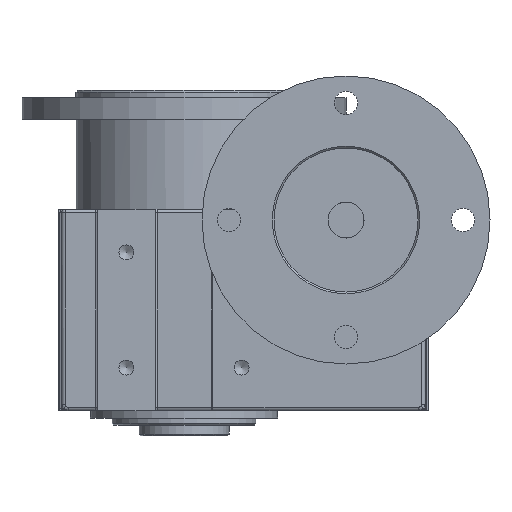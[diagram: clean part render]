
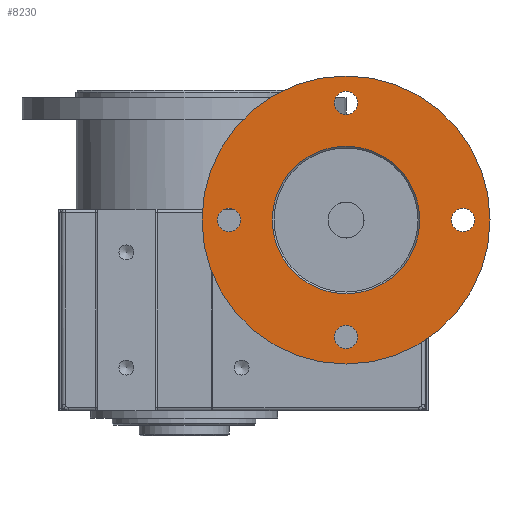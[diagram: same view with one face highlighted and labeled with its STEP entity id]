
A CAD part, left-side view. The second image highlights one B-rep face of the part: STEP entity #8230.
In plain terms, the highlighted planar face has unit normal (-1, 0, 0).
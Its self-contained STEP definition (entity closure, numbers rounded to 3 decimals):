
#7984=CARTESIAN_POINT('',(0.,40.0,0.0));
#7985=VERTEX_POINT('',#7984);
#7986=CARTESIAN_POINT('',(0.,0.0,0.0));
#7987=DIRECTION('',(1.0,0.0,0.0));
#7988=DIRECTION('',(0.0,1.0,0.0));
#7989=AXIS2_PLACEMENT_3D('',#7986,#7987,#7988);
#7990=CIRCLE('',#7989,40.0);
#7991=EDGE_CURVE('',#7985,#7985,#7990,.T.);
#8143=CARTESIAN_POINT('',(0.,20.5,0.));
#8144=VERTEX_POINT('',#8143);
#8145=CARTESIAN_POINT('',(0.,0.0,0.0));
#8146=DIRECTION('',(-1.0,0.0,0.0));
#8147=DIRECTION('',(0.0,-1.0,0.0));
#8148=AXIS2_PLACEMENT_3D('',#8145,#8146,#8147);
#8149=CIRCLE('',#8148,20.5);
#8150=EDGE_CURVE('',#8144,#8144,#8149,.T.);
#8175=CARTESIAN_POINT('',(0.,30.0,0.0));
#8176=DIRECTION('',(-1.0,0.0,0.0));
#8177=DIRECTION('',(0.0,0.0,1.0));
#8178=AXIS2_PLACEMENT_3D('',#8175,#8176,#8177);
#8179=PLANE('',#8178);
#8180=ORIENTED_EDGE('',*,*,#7991,.F.);
#8181=EDGE_LOOP('',(#8180));
#8182=FACE_OUTER_BOUND('',#8181,.T.);
#8183=CARTESIAN_POINT('',(0.0,-32.5,3.25));
#8184=VERTEX_POINT('',#8183);
#8185=CARTESIAN_POINT('',(0.0,-32.5,0.));
#8186=DIRECTION('',(1.0,0.0,0.0));
#8187=DIRECTION('',(0.0,0.0,-1.0));
#8188=AXIS2_PLACEMENT_3D('',#8185,#8186,#8187);
#8189=CIRCLE('',#8188,3.25);
#8190=EDGE_CURVE('',#8184,#8184,#8189,.T.);
#8191=ORIENTED_EDGE('',*,*,#8190,.T.);
#8192=EDGE_LOOP('',(#8191));
#8193=FACE_BOUND('',#8192,.T.);
#8194=CARTESIAN_POINT('',(0.0,0.,35.75));
#8195=VERTEX_POINT('',#8194);
#8196=CARTESIAN_POINT('',(0.0,0.,32.5));
#8197=DIRECTION('',(1.0,0.0,0.0));
#8198=DIRECTION('',(0.0,0.0,-1.0));
#8199=AXIS2_PLACEMENT_3D('',#8196,#8197,#8198);
#8200=CIRCLE('',#8199,3.25);
#8201=EDGE_CURVE('',#8195,#8195,#8200,.T.);
#8202=ORIENTED_EDGE('',*,*,#8201,.T.);
#8203=EDGE_LOOP('',(#8202));
#8204=FACE_BOUND('',#8203,.T.);
#8205=CARTESIAN_POINT('',(0.0,0.,-29.25));
#8206=VERTEX_POINT('',#8205);
#8207=CARTESIAN_POINT('',(0.0,0.,-32.5));
#8208=DIRECTION('',(1.0,0.0,0.0));
#8209=DIRECTION('',(0.0,0.0,-1.0));
#8210=AXIS2_PLACEMENT_3D('',#8207,#8208,#8209);
#8211=CIRCLE('',#8210,3.25);
#8212=EDGE_CURVE('',#8206,#8206,#8211,.T.);
#8213=ORIENTED_EDGE('',*,*,#8212,.T.);
#8214=EDGE_LOOP('',(#8213));
#8215=FACE_BOUND('',#8214,.T.);
#8216=CARTESIAN_POINT('',(0.0,32.5,3.25));
#8217=VERTEX_POINT('',#8216);
#8218=CARTESIAN_POINT('',(0.0,32.5,0.));
#8219=DIRECTION('',(1.0,0.0,0.0));
#8220=DIRECTION('',(0.0,0.0,-1.0));
#8221=AXIS2_PLACEMENT_3D('',#8218,#8219,#8220);
#8222=CIRCLE('',#8221,3.25);
#8223=EDGE_CURVE('',#8217,#8217,#8222,.T.);
#8224=ORIENTED_EDGE('',*,*,#8223,.T.);
#8225=EDGE_LOOP('',(#8224));
#8226=FACE_BOUND('',#8225,.T.);
#8227=ORIENTED_EDGE('',*,*,#8150,.F.);
#8228=EDGE_LOOP('',(#8227));
#8229=FACE_BOUND('',#8228,.T.);
#8230=ADVANCED_FACE('',(#8182,#8193,#8204,#8215,#8226,#8229),#8179,.T.);
